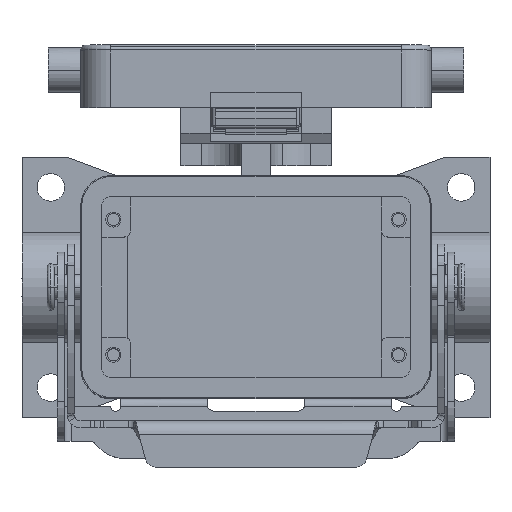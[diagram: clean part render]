
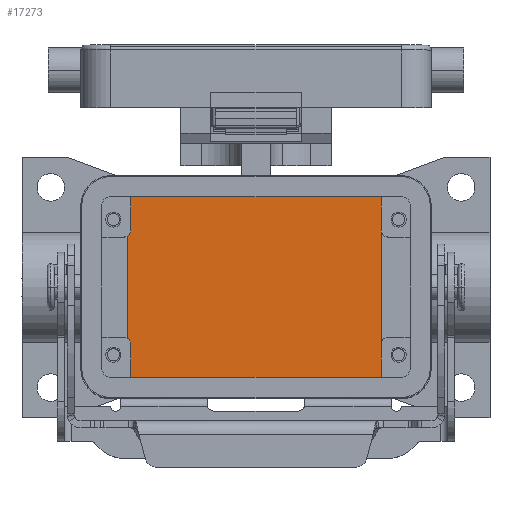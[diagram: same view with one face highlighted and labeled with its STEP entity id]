
A CAD part, top view. The second image highlights one B-rep face of the part: STEP entity #17273.
In plain terms, the highlighted planar face has unit normal (0, 0, 1).
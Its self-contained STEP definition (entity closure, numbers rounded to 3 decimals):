
#17200=CARTESIAN_POINT('',(0.0,0.,-46.0));
#17201=DIRECTION('',(0.0,0.0,1.0));
#17202=DIRECTION('',(1.0,0.0,0.0));
#17203=AXIS2_PLACEMENT_3D('',#17200,#17201,#17202);
#17204=PLANE('',#17203);
#17205=CARTESIAN_POINT('',(-25.75,10.201,-46.0));
#17206=VERTEX_POINT('',#17205);
#17207=CARTESIAN_POINT('',(-25.75,-10.201,-46.0));
#17208=VERTEX_POINT('',#17207);
#17209=CARTESIAN_POINT('',(-25.75,10.201,-46.0));
#17210=DIRECTION('',(0.0,-1.0,0.0));
#17211=VECTOR('',#17210,20.402);
#17212=LINE('',#17209,#17211);
#17213=EDGE_CURVE('',#17206,#17208,#17212,.T.);
#17214=ORIENTED_EDGE('',*,*,#17213,.T.);
#17215=CARTESIAN_POINT('',(-25.0,-11.5,-46.0));
#17216=VERTEX_POINT('',#17215);
#17217=CARTESIAN_POINT('',(-26.5,-11.5,-46.0));
#17218=DIRECTION('',(0.0,0.0,-1.0));
#17219=DIRECTION('',(-1.0,0.0,0.0));
#17220=AXIS2_PLACEMENT_3D('',#17217,#17218,#17219);
#17221=CIRCLE('',#17220,1.5);
#17222=EDGE_CURVE('',#17208,#17216,#17221,.T.);
#17223=ORIENTED_EDGE('',*,*,#17222,.T.);
#17224=CARTESIAN_POINT('',(-25.0,-18.25,-46.0));
#17225=VERTEX_POINT('',#17224);
#17226=CARTESIAN_POINT('',(-25.0,-11.5,-46.0));
#17227=DIRECTION('',(0.0,-1.0,0.0));
#17228=VECTOR('',#17227,6.75);
#17229=LINE('',#17226,#17228);
#17230=EDGE_CURVE('',#17216,#17225,#17229,.T.);
#17231=ORIENTED_EDGE('',*,*,#17230,.T.);
#17232=CARTESIAN_POINT('',(25.0,-18.25,-46.0));
#17233=VERTEX_POINT('',#17232);
#17234=CARTESIAN_POINT('',(-25.0,-18.25,-46.0));
#17235=DIRECTION('',(1.0,0.0,0.0));
#17236=VECTOR('',#17235,50.0);
#17237=LINE('',#17234,#17236);
#17238=EDGE_CURVE('',#17225,#17233,#17237,.T.);
#17239=ORIENTED_EDGE('',*,*,#17238,.T.);
#17240=CARTESIAN_POINT('',(25.,18.25,-46.0));
#17241=VERTEX_POINT('',#17240);
#17242=CARTESIAN_POINT('',(25.0,-18.25,-46.0));
#17243=DIRECTION('',(0.0,1.0,0.0));
#17244=VECTOR('',#17243,36.5);
#17245=LINE('',#17242,#17244);
#17246=EDGE_CURVE('',#17233,#17241,#17245,.T.);
#17247=ORIENTED_EDGE('',*,*,#17246,.T.);
#17248=CARTESIAN_POINT('',(-25.0,18.25,-46.0));
#17249=VERTEX_POINT('',#17248);
#17250=CARTESIAN_POINT('',(25.,18.25,-46.0));
#17251=DIRECTION('',(-1.0,0.0,0.0));
#17252=VECTOR('',#17251,50.);
#17253=LINE('',#17250,#17252);
#17254=EDGE_CURVE('',#17241,#17249,#17253,.T.);
#17255=ORIENTED_EDGE('',*,*,#17254,.T.);
#17256=CARTESIAN_POINT('',(-25.,11.5,-46.0));
#17257=VERTEX_POINT('',#17256);
#17258=CARTESIAN_POINT('',(-25.0,18.25,-46.0));
#17259=DIRECTION('',(0.0,-1.0,0.0));
#17260=VECTOR('',#17259,6.75);
#17261=LINE('',#17258,#17260);
#17262=EDGE_CURVE('',#17249,#17257,#17261,.T.);
#17263=ORIENTED_EDGE('',*,*,#17262,.T.);
#17264=CARTESIAN_POINT('',(-26.5,11.5,-46.0));
#17265=DIRECTION('',(0.0,0.0,-1.0));
#17266=DIRECTION('',(0.0,-1.0,0.0));
#17267=AXIS2_PLACEMENT_3D('',#17264,#17265,#17266);
#17268=CIRCLE('',#17267,1.5);
#17269=EDGE_CURVE('',#17257,#17206,#17268,.T.);
#17270=ORIENTED_EDGE('',*,*,#17269,.T.);
#17271=EDGE_LOOP('',(#17214,#17223,#17231,#17239,#17247,#17255,#17263,#17270));
#17272=FACE_OUTER_BOUND('',#17271,.T.);
#17273=ADVANCED_FACE('',(#17272),#17204,.T.);
